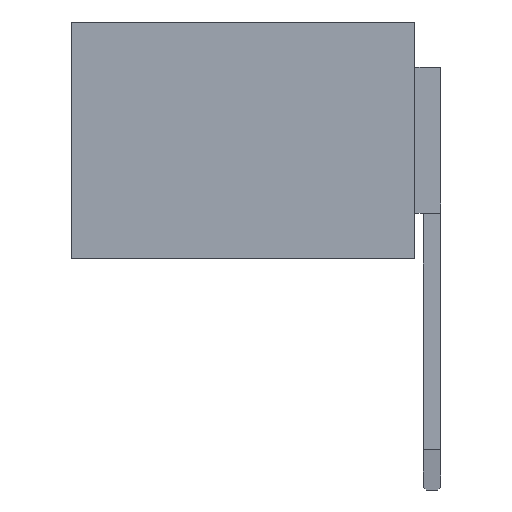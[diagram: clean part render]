
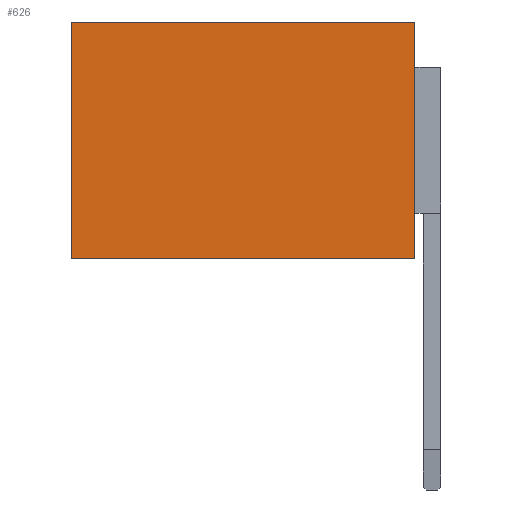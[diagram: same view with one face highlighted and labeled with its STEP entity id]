
A CAD part, left-side view. The second image highlights one B-rep face of the part: STEP entity #626.
In plain terms, the highlighted planar face has unit normal (-1, 0, 0).
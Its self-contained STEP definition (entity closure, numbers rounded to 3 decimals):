
#626=ADVANCED_FACE('',(#1368),#1369,.T.);
#1368=FACE_OUTER_BOUND('',#2253,.T.);
#1369=PLANE('',#2254);
#2253=EDGE_LOOP('',(#4165,#4166,#4167,#4168));
#2254=AXIS2_PLACEMENT_3D('',#4169,#4170,#4171);
#4165=ORIENTED_EDGE('',*,*,#5935,.T.);
#4166=ORIENTED_EDGE('',*,*,#5936,.T.);
#4167=ORIENTED_EDGE('',*,*,#5937,.T.);
#4168=ORIENTED_EDGE('',*,*,#5888,.F.);
#4169=CARTESIAN_POINT('',(-6.35,0.,0.));
#4170=DIRECTION('',(-1.0,0.,0.));
#4171=DIRECTION('',(0.,0.,1.0));
#5888=EDGE_CURVE('',#7235,#7237,#7238,.T.);
#5935=EDGE_CURVE('',#7235,#7301,#7302,.T.);
#5936=EDGE_CURVE('',#7301,#7303,#7304,.T.);
#5937=EDGE_CURVE('',#7303,#7237,#7305,.T.);
#7235=VERTEX_POINT('',#9191);
#7237=VERTEX_POINT('',#9194);
#7238=LINE('',#9195,#9196);
#7301=VERTEX_POINT('',#9290);
#7302=LINE('',#9291,#9292);
#7303=VERTEX_POINT('',#9293);
#7304=LINE('',#9294,#9295);
#7305=LINE('',#9296,#9297);
#9191=CARTESIAN_POINT('',(-6.35,0.3,-1.375));
#9194=CARTESIAN_POINT('',(-6.35,4.3,-1.375));
#9195=CARTESIAN_POINT('',(-6.35,0.,-1.375));
#9196=VECTOR('',#10697,1.0);
#9290=CARTESIAN_POINT('',(-6.35,0.3,1.375));
#9291=CARTESIAN_POINT('',(-6.35,0.3,0.75));
#9292=VECTOR('',#10729,1.0);
#9293=CARTESIAN_POINT('',(-6.35,4.3,1.375));
#9294=CARTESIAN_POINT('',(-6.35,0.,1.375));
#9295=VECTOR('',#10730,1.0);
#9296=CARTESIAN_POINT('',(-6.35,4.3,-1.375));
#9297=VECTOR('',#10731,1.0);
#10697=DIRECTION('',(0.,1.0,0.));
#10729=DIRECTION('',(0.,0.,1.0));
#10730=DIRECTION('',(0.,1.0,0.));
#10731=DIRECTION('',(0.,0.,-1.0));
